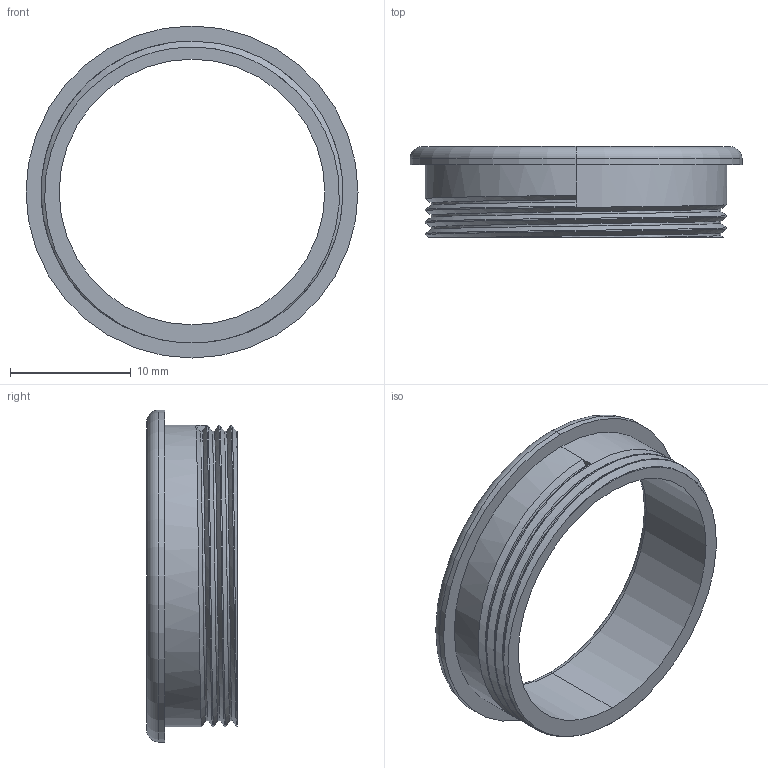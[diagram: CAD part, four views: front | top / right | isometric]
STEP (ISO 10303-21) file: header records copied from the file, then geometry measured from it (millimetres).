
FILE_DESCRIPTION (( 'STEP AP214' ), '1' );
FILE_NAME ('Housing_top.STEP', '2022-07-05T22:58:36', ( '' ), ( '' ), 'SwSTEP 2.0', 'SolidWorks 2021', '' );
FILE_SCHEMA (( 'AUTOMOTIVE_DESIGN' ));
Length unit declared in the file: millimetre
Products named in the file (1): Housing_top
Bounding box: 27.5 x 7.5 x 27.5 mm (x, y, z)
Volume: 899.3 mm3; surface area: 1588.6 mm2
Topology: 1 solids, 1 shells, 23 faces, 54 edges, 34 vertices
Faces by surface type: cylinder 12, torus 4, plane 4, bspline 3
Entity records: 1288 total; most frequent: CARTESIAN_POINT 765, ORIENTED_EDGE 108, DIRECTION 98, EDGE_CURVE 54, AXIS2_PLACEMENT_3D 41, VERTEX_POINT 34, EDGE_LOOP 26, FACE_OUTER_BOUND 23
